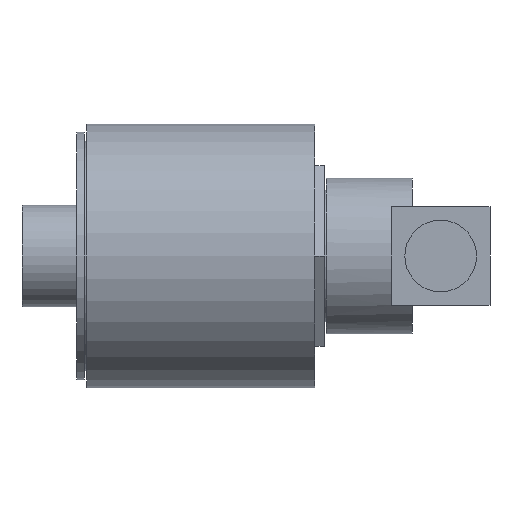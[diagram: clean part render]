
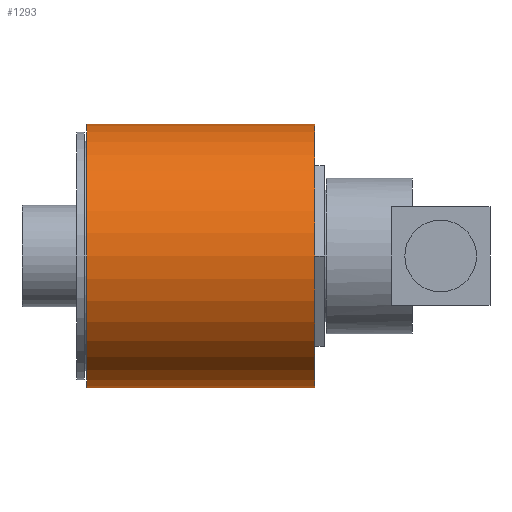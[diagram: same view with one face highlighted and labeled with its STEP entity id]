
A CAD part, left-side view. The second image highlights one B-rep face of the part: STEP entity #1293.
In plain terms, the highlighted cylindrical face has radius 25.4 mm (diameter 50.8 mm), a partial arc.
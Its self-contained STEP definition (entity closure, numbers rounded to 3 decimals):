
#2 = DIRECTION ( 'NONE',  ( 0., 0., 1. ) ) ;
#4 = DIRECTION ( 'NONE',  ( 0., -1., 0. ) ) ;
#6 = CARTESIAN_POINT ( 'NONE',  ( 0., 9.4, 25.4 ) ) ;
#67 = EDGE_CURVE ( 'NONE', #1281, #759, #993, .T. ) ;
#155 = ORIENTED_EDGE ( 'NONE', *, *, #1473, .T. ) ;
#265 = VERTEX_POINT ( 'NONE', #373 ) ;
#290 = VECTOR ( 'NONE', #662, 1000. ) ;
#357 = AXIS2_PLACEMENT_3D ( 'NONE', #1097, #4, #1332 ) ;
#373 = CARTESIAN_POINT ( 'NONE',  ( 0., 53.32, -25.4 ) ) ;
#399 = CARTESIAN_POINT ( 'NONE',  ( 0., 9.4, -25.4 ) ) ;
#405 = CARTESIAN_POINT ( 'NONE',  ( 0., 53.32, 25.4 ) ) ;
#445 = DIRECTION ( 'NONE',  ( 0., 0., 1. ) ) ;
#516 = VERTEX_POINT ( 'NONE', #405 ) ;
#646 = VECTOR ( 'NONE', #1430, 1000. ) ;
#651 = ORIENTED_EDGE ( 'NONE', *, *, #67, .T. ) ;
#657 = EDGE_CURVE ( 'NONE', #516, #759, #1553, .T. ) ;
#662 = DIRECTION ( 'NONE',  ( 0., -1., 0. ) ) ;
#759 = VERTEX_POINT ( 'NONE', #6 ) ;
#810 = DIRECTION ( 'NONE',  ( 0., 1., 0. ) ) ;
#891 = FACE_OUTER_BOUND ( 'NONE', #1383, .T. ) ;
#906 = CARTESIAN_POINT ( 'NONE',  ( 0., 53.32, -25.4 ) ) ;
#914 = CARTESIAN_POINT ( 'NONE',  ( 0., 53.32, 0. ) ) ;
#973 = CYLINDRICAL_SURFACE ( 'NONE', #357, 25.4 ) ;
#993 = CIRCLE ( 'NONE', #1475, 25.4 ) ;
#1053 = AXIS2_PLACEMENT_3D ( 'NONE', #914, #1392, #2 ) ;
#1096 = CIRCLE ( 'NONE', #1053, 25.4 ) ;
#1097 = CARTESIAN_POINT ( 'NONE',  ( 0., 53.32, 0. ) ) ;
#1190 = CARTESIAN_POINT ( 'NONE',  ( 0., 53.32, 25.4 ) ) ;
#1252 = LINE ( 'NONE', #906, #290 ) ;
#1281 = VERTEX_POINT ( 'NONE', #399 ) ;
#1293 = ADVANCED_FACE ( 'NONE', ( #891 ), #973, .T. ) ;
#1296 = ORIENTED_EDGE ( 'NONE', *, *, #1489, .F. ) ;
#1332 = DIRECTION ( 'NONE',  ( 0., 0., -1. ) ) ;
#1383 = EDGE_LOOP ( 'NONE', ( #1435, #1296, #155, #651 ) ) ;
#1392 = DIRECTION ( 'NONE',  ( 0., 1., 0. ) ) ;
#1427 = CARTESIAN_POINT ( 'NONE',  ( 0., 9.4, 0. ) ) ;
#1430 = DIRECTION ( 'NONE',  ( 0., -1., 0. ) ) ;
#1435 = ORIENTED_EDGE ( 'NONE', *, *, #657, .F. ) ;
#1473 = EDGE_CURVE ( 'NONE', #265, #1281, #1252, .T. ) ;
#1475 = AXIS2_PLACEMENT_3D ( 'NONE', #1427, #810, #445 ) ;
#1489 = EDGE_CURVE ( 'NONE', #265, #516, #1096, .T. ) ;
#1553 = LINE ( 'NONE', #1190, #646 ) ;
